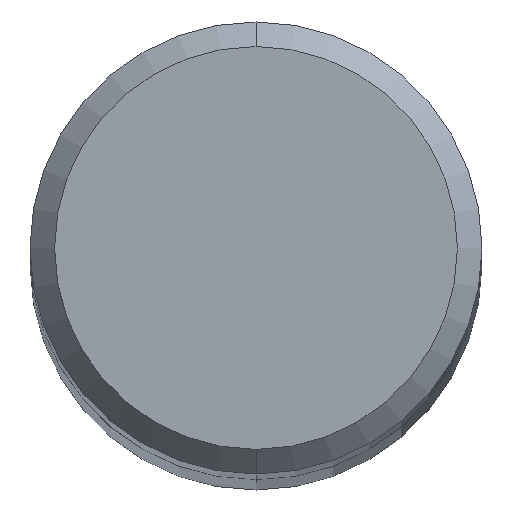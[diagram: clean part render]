
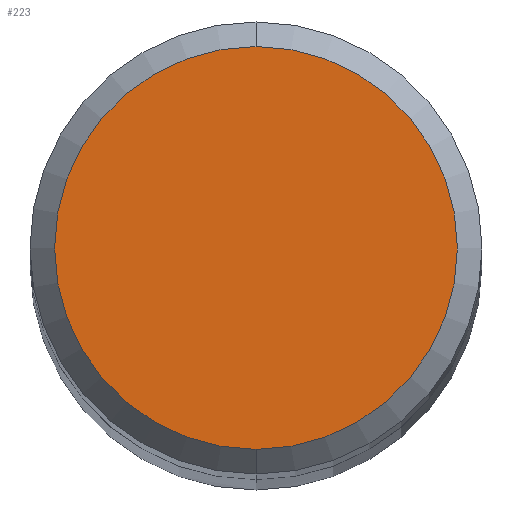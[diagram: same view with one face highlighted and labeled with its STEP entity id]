
A CAD part, top view. The second image highlights one B-rep face of the part: STEP entity #223.
In plain terms, the highlighted planar face has unit normal (0, 0, 1).
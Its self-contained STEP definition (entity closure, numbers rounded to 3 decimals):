
#223=ADVANCED_FACE('',(#489),#490,.T.);
#241=VERTEX_POINT('',#511);
#251=EDGE_CURVE('',#241,#369,#521,.T.);
#263=EDGE_CURVE('',#369,#241,#534,.T.);
#369=VERTEX_POINT('',#648);
#489=FACE_OUTER_BOUND('',#807,.T.);
#490=PLANE('',#808);
#511=CARTESIAN_POINT('',(0.0,4.1,63.0));
#521=CIRCLE('',#845,4.1);
#534=CIRCLE('',#859,4.1);
#648=CARTESIAN_POINT('',(0.,-4.1,63.0));
#807=EDGE_LOOP('',(#1359,#1360));
#808=AXIS2_PLACEMENT_3D('',#1361,#1362,#1363);
#845=AXIS2_PLACEMENT_3D('',#1409,#1410,#1411);
#859=AXIS2_PLACEMENT_3D('',#1418,#1419,#1420);
#1359=ORIENTED_EDGE('',*,*,#251,.F.);
#1360=ORIENTED_EDGE('',*,*,#263,.F.);
#1361=CARTESIAN_POINT('',(0.0,2.05,63.0));
#1362=DIRECTION('',(0.0,0.0,1.0));
#1363=DIRECTION('',(0.0,-1.0,0.0));
#1409=CARTESIAN_POINT('',(0.0,0.0,63.0));
#1410=DIRECTION('',(0.0,0.0,-1.0));
#1411=DIRECTION('',(0.0,1.0,0.0));
#1418=CARTESIAN_POINT('',(0.0,0.0,63.0));
#1419=DIRECTION('',(0.0,0.0,-1.0));
#1420=DIRECTION('',(0.0,1.0,0.0));
